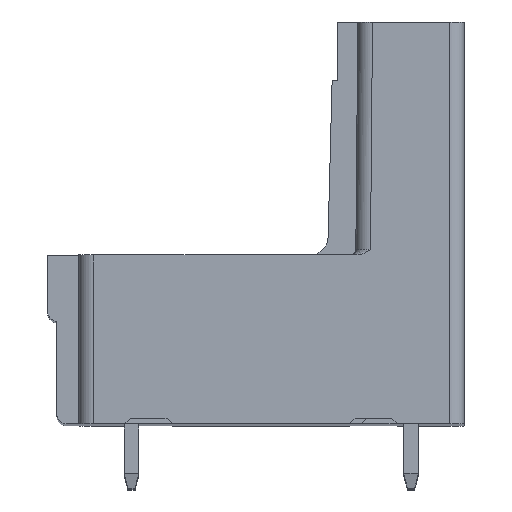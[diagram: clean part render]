
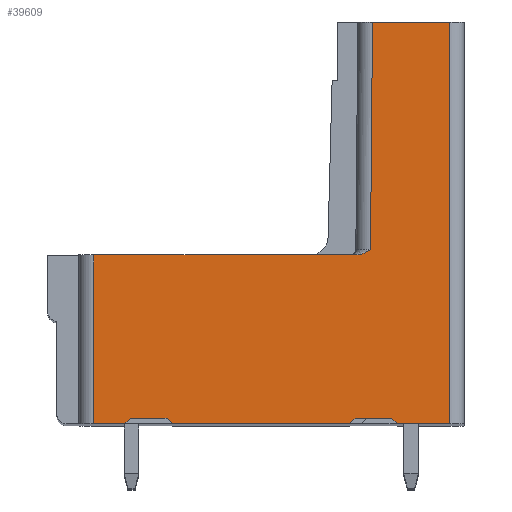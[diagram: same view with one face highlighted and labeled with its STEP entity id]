
A CAD part, top view. The second image highlights one B-rep face of the part: STEP entity #39609.
In plain terms, the highlighted planar face has unit normal (0, 0, 1).
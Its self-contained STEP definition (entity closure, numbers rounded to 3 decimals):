
#4127=DIRECTION('',(1.,0.,0.));
#4128=VECTOR('',#4127,2.85);
#4129=CARTESIAN_POINT('',(-3.644,0.,
-61.683));
#4130=LINE('',#4129,#4128);
#7997=CARTESIAN_POINT('',(-5.857,9.2,
-61.683));
#8316=DIRECTION('',(1.,0.,0.));
#8317=VECTOR('',#8316,2.);
#8318=CARTESIAN_POINT('',(-18.194,0.3,-61.683));
#8319=LINE('',#8318,#8317);
#8324=DIRECTION('',(1.,0.,0.));
#8325=VECTOR('',#8324,14.337);
#8326=CARTESIAN_POINT('',(-20.194,9.2,
-61.683));
#8327=LINE('',#8326,#8325);
#8328=CARTESIAN_POINT('',(-5.857,9.2,
-61.683));
#8329=CARTESIAN_POINT('',(-5.825,9.2,
-61.683));
#8330=CARTESIAN_POINT('',(-5.757,9.204,
-61.683));
#8331=CARTESIAN_POINT('',(-5.644,9.227,
-61.683));
#8332=CARTESIAN_POINT('',(-5.523,9.268,
-61.683));
#8333=CARTESIAN_POINT('',(-5.393,9.328,
-61.683));
#8334=CARTESIAN_POINT('',(-5.255,9.405,
-61.683));
#8335=CARTESIAN_POINT('',(-5.154,9.467,
-61.683));
#8336=CARTESIAN_POINT('',(-5.102,9.5,
-61.683));
#8338=DIRECTION('',(0.009,1.,0.));
#8339=VECTOR('',#8338,12.4);
#8340=CARTESIAN_POINT('',(-5.102,9.5,
-61.683));
#8341=LINE('',#8340,#8339);
#8342=DIRECTION('',(1.,0.,0.));
#8343=VECTOR('',#8342,4.2);
#8344=CARTESIAN_POINT('',(-4.994,21.9,-61.683));
#8345=LINE('',#8344,#8343);
#8346=DIRECTION('',(-0.707,0.707,0.));
#8347=VECTOR('',#8346,0.424);
#8348=CARTESIAN_POINT('',(-3.644,0.,
-61.683));
#8349=LINE('',#8348,#8347);
#8350=DIRECTION('',(-0.707,-0.707,0.));
#8351=VECTOR('',#8350,0.424);
#8352=CARTESIAN_POINT('',(-5.944,0.3,
-61.683));
#8353=LINE('',#8352,#8351);
#8354=DIRECTION('',(-1.,0.,0.));
#8355=VECTOR('',#8354,9.65);
#8356=CARTESIAN_POINT('',(-6.244,0.,
-61.683));
#8357=LINE('',#8356,#8355);
#8358=DIRECTION('',(-0.707,0.707,0.));
#8359=VECTOR('',#8358,0.424);
#8360=CARTESIAN_POINT('',(-15.894,0.,
-61.683));
#8361=LINE('',#8360,#8359);
#8362=DIRECTION('',(-0.707,-0.707,0.));
#8363=VECTOR('',#8362,0.424);
#8364=CARTESIAN_POINT('',(-18.194,0.3,-61.683));
#8365=LINE('',#8364,#8363);
#8366=DIRECTION('',(-1.,0.,0.));
#8367=VECTOR('',#8366,1.7);
#8368=CARTESIAN_POINT('',(-18.494,0.,
-61.683));
#8369=LINE('',#8368,#8367);
#8370=DIRECTION('',(0.,1.,0.));
#8371=VECTOR('',#8370,9.2);
#8372=CARTESIAN_POINT('',(-20.194,0.,
-61.683));
#8373=LINE('',#8372,#8371);
#9606=DIRECTION('',(1.,0.,0.));
#9607=VECTOR('',#9606,2.);
#9608=CARTESIAN_POINT('',(-5.944,0.3,
-61.683));
#9609=LINE('',#9608,#9607);
#15888=DIRECTION('',(0.,1.,0.));
#15889=VECTOR('',#15888,21.9);
#15890=CARTESIAN_POINT('',(-0.794,0.,
-61.683));
#15891=LINE('',#15890,#15889);
#22251=CARTESIAN_POINT('',(-0.794,21.9,-61.683));
#22252=VERTEX_POINT('',#22251);
#22253=CARTESIAN_POINT('',(-4.994,21.9,-61.683));
#22254=VERTEX_POINT('',#22253);
#22298=CARTESIAN_POINT('',(-20.194,0.,
-61.683));
#22299=VERTEX_POINT('',#22298);
#22300=CARTESIAN_POINT('',(-18.494,0.,
-61.683));
#22301=VERTEX_POINT('',#22300);
#22314=CARTESIAN_POINT('',(-15.894,0.,
-61.683));
#22315=VERTEX_POINT('',#22314);
#22316=CARTESIAN_POINT('',(-6.244,0.,
-61.683));
#22317=VERTEX_POINT('',#22316);
#22338=CARTESIAN_POINT('',(-3.644,0.,
-61.683));
#22339=VERTEX_POINT('',#22338);
#22340=CARTESIAN_POINT('',(-0.794,0.,
-61.683));
#22341=VERTEX_POINT('',#22340);
#22450=VERTEX_POINT('',#7997);
#22451=CARTESIAN_POINT('',(-20.194,9.2,
-61.683));
#22452=VERTEX_POINT('',#22451);
#22642=CARTESIAN_POINT('',(-16.194,0.3,
-61.683));
#22643=VERTEX_POINT('',#22642);
#22644=CARTESIAN_POINT('',(-18.194,0.3,-61.683));
#22645=VERTEX_POINT('',#22644);
#22646=VERTEX_POINT('',#8336);
#22647=CARTESIAN_POINT('',(-3.944,0.3,
-61.683));
#22648=VERTEX_POINT('',#22647);
#22649=CARTESIAN_POINT('',(-5.944,0.3,
-61.683));
#22650=VERTEX_POINT('',#22649);
#39579=CARTESIAN_POINT('',(-6.202,9.5,-61.683));
#39580=DIRECTION('',(0.,0.,1.));
#39581=DIRECTION('',(-1.,0.,0.));
#39582=AXIS2_PLACEMENT_3D('',#39579,#39580,#39581);
#39583=PLANE('',#39582);
#39584=ORIENTED_EDGE('',*,*,#38626,.T.);
#39586=ORIENTED_EDGE('',*,*,#39585,.T.);
#39588=ORIENTED_EDGE('',*,*,#39587,.T.);
#39590=ORIENTED_EDGE('',*,*,#39589,.T.);
#39592=ORIENTED_EDGE('',*,*,#39591,.F.);
#39593=ORIENTED_EDGE('',*,*,#33447,.F.);
#39595=ORIENTED_EDGE('',*,*,#39594,.T.);
#39597=ORIENTED_EDGE('',*,*,#39596,.F.);
#39599=ORIENTED_EDGE('',*,*,#39598,.T.);
#39600=ORIENTED_EDGE('',*,*,#33423,.T.);
#39601=ORIENTED_EDGE('',*,*,#39546,.T.);
#39602=ORIENTED_EDGE('',*,*,#39560,.F.);
#39603=ORIENTED_EDGE('',*,*,#39573,.T.);
#39604=ORIENTED_EDGE('',*,*,#33407,.T.);
#39606=ORIENTED_EDGE('',*,*,#39605,.T.);
#39607=EDGE_LOOP('',(#39584,#39586,#39588,#39590,#39592,#39593,#39595,#39597,
#39599,#39600,#39601,#39602,#39603,#39604,#39606));
#39608=FACE_OUTER_BOUND('',#39607,.F.);
#39609=ADVANCED_FACE('',(#39608),#39583,.T.);
#8337=B_SPLINE_CURVE_WITH_KNOTS('',3,(#8328,#8329,#8330,#8331,#8332,#8333,#8334,
#8335,#8336),.UNSPECIFIED.,.F.,.F.,(4,1,1,1,1,1,4),(0.,0.167,
0.333,0.5,0.667,0.833,1.),
.UNSPECIFIED.);
#33407=EDGE_CURVE('',#22301,#22299,#8369,.T.);
#33423=EDGE_CURVE('',#22317,#22315,#8357,.T.);
#33447=EDGE_CURVE('',#22339,#22341,#4130,.T.);
#38626=EDGE_CURVE('',#22452,#22450,#8327,.T.);
#39546=EDGE_CURVE('',#22315,#22643,#8361,.T.);
#39560=EDGE_CURVE('',#22645,#22643,#8319,.T.);
#39573=EDGE_CURVE('',#22645,#22301,#8365,.T.);
#39585=EDGE_CURVE('',#22450,#22646,#8337,.T.);
#39587=EDGE_CURVE('',#22646,#22254,#8341,.T.);
#39589=EDGE_CURVE('',#22254,#22252,#8345,.T.);
#39591=EDGE_CURVE('',#22341,#22252,#15891,.T.);
#39594=EDGE_CURVE('',#22339,#22648,#8349,.T.);
#39596=EDGE_CURVE('',#22650,#22648,#9609,.T.);
#39598=EDGE_CURVE('',#22650,#22317,#8353,.T.);
#39605=EDGE_CURVE('',#22299,#22452,#8373,.T.);
